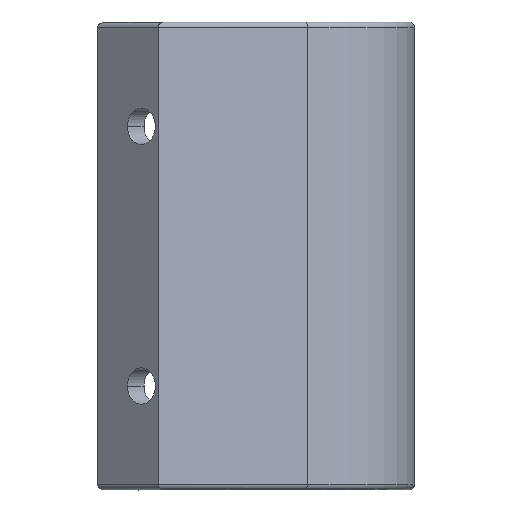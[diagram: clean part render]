
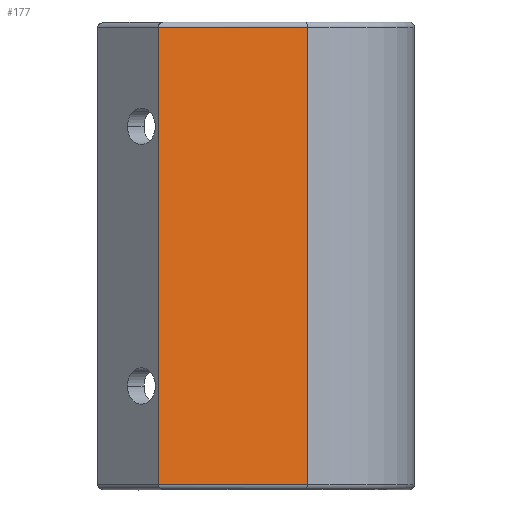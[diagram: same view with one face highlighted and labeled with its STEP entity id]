
A CAD part, top view. The second image highlights one B-rep face of the part: STEP entity #177.
In plain terms, the highlighted planar face has unit normal (0.174, 0, 0.985).
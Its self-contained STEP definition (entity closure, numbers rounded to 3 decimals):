
#177=ADVANCED_FACE('',(#370),#371,.F.);
#370=FACE_OUTER_BOUND('',#576,.T.);
#371=PLANE('',#577);
#576=EDGE_LOOP('',(#1024,#1025,#1026,#1027));
#577=AXIS2_PLACEMENT_3D('',#1028,#1029,#1030);
#1024=ORIENTED_EDGE('',*,*,#1373,.F.);
#1025=ORIENTED_EDGE('',*,*,#1360,.T.);
#1026=ORIENTED_EDGE('',*,*,#1318,.F.);
#1027=ORIENTED_EDGE('',*,*,#1368,.T.);
#1028=CARTESIAN_POINT('',(-4.613,22.5,20.118));
#1029=DIRECTION('',(-0.174,0.0,-0.985));
#1030=DIRECTION('',(-0.985,0.0,0.174));
#1318=EDGE_CURVE('',#1602,#1603,#1604,.T.);
#1360=EDGE_CURVE('',#1625,#1603,#1655,.F.);
#1368=EDGE_CURVE('',#1602,#1585,#1664,.F.);
#1373=EDGE_CURVE('',#1625,#1585,#1669,.T.);
#1585=VERTEX_POINT('',#1922);
#1602=VERTEX_POINT('',#1941);
#1603=VERTEX_POINT('',#1942);
#1604=LINE('',#1943,#1944);
#1625=VERTEX_POINT('',#1970);
#1655=LINE('',#2006,#2007);
#1664=LINE('',#2020,#2021);
#1669=LINE('',#2026,#2027);
#1922=CARTESIAN_POINT('',(8.682,-22.0,17.774));
#1941=CARTESIAN_POINT('',(-5.668,-22.0,20.304));
#1942=CARTESIAN_POINT('',(-5.668,22.0,20.304));
#1943=CARTESIAN_POINT('',(-5.668,22.5,20.304));
#1944=VECTOR('',#2278,1000.0);
#1970=CARTESIAN_POINT('',(8.682,22.0,17.774));
#2006=CARTESIAN_POINT('',(-5.668,22.0,20.304));
#2007=VECTOR('',#2338,1000.0);
#2020=CARTESIAN_POINT('',(8.682,-22.0,17.774));
#2021=VECTOR('',#2346,1000.0);
#2026=CARTESIAN_POINT('',(8.682,22.5,17.774));
#2027=VECTOR('',#2353,1000.0);
#2278=DIRECTION('',(0.0,1.0,0.0));
#2338=DIRECTION('',(0.985,0.0,-0.174));
#2346=DIRECTION('',(-0.985,0.0,0.174));
#2353=DIRECTION('',(0.0,-1.0,0.0));
